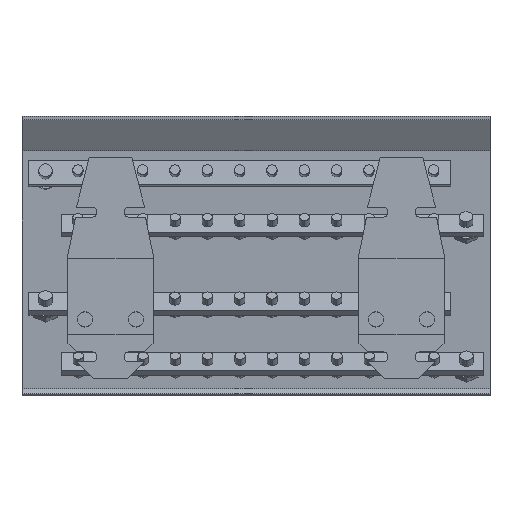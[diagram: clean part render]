
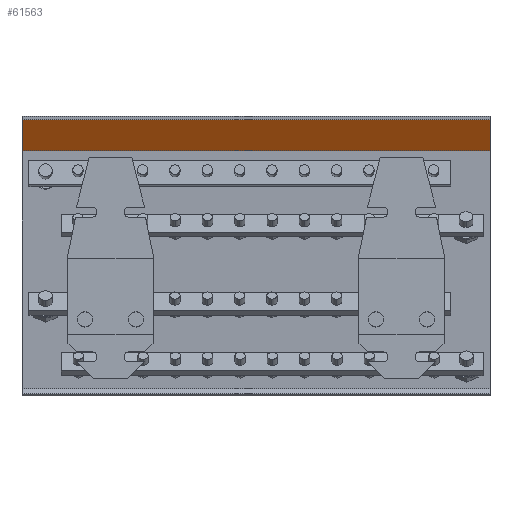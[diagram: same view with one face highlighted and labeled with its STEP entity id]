
A CAD part, front view. The second image highlights one B-rep face of the part: STEP entity #61563.
In plain terms, the highlighted planar face has unit normal (0, -0.836, -0.549).
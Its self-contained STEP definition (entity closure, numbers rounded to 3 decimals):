
#1556 = EDGE_LOOP ( 'NONE', ( #21071, #21912, #23228, #23398 ) ) ;
#2720 = VERTEX_POINT ( 'NONE', #29831 ) ;
#8736 = EDGE_CURVE ( 'NONE', #38495, #11559, #19496, .T. ) ;
#9431 = EDGE_CURVE ( 'NONE', #38495, #61957, #11071, .T. ) ;
#10837 = VECTOR ( 'NONE', #27690, 1000. ) ;
#11071 = LINE ( 'NONE', #30858, #10837 ) ;
#11559 = VERTEX_POINT ( 'NONE', #39188 ) ;
#12279 = EDGE_CURVE ( 'NONE', #61957, #2720, #41697, .T. ) ;
#13704 = AXIS2_PLACEMENT_3D ( 'NONE', #24551, #23688, #23330 ) ;
#14763 = FACE_OUTER_BOUND ( 'NONE', #1556, .T. ) ;
#19068 = VECTOR ( 'NONE', #51551, 1000. ) ;
#19496 = LINE ( 'NONE', #48654, #19068 ) ;
#19847 = DIRECTION ( 'NONE',  ( -1., 0., 0. ) ) ;
#20007 = CARTESIAN_POINT ( 'NONE',  ( 60., 37.719, 120.062 ) ) ;
#20751 = EDGE_CURVE ( 'NONE', #11559, #2720, #60455, .T. ) ;
#21071 = ORIENTED_EDGE ( 'NONE', *, *, #20751, .F. ) ;
#21912 = ORIENTED_EDGE ( 'NONE', *, *, #8736, .F. ) ;
#23228 = ORIENTED_EDGE ( 'NONE', *, *, #9431, .T. ) ;
#23330 = DIRECTION ( 'NONE',  ( 0., 0.549, -0.836 ) ) ;
#23398 = ORIENTED_EDGE ( 'NONE', *, *, #12279, .T. ) ;
#23688 = DIRECTION ( 'NONE',  ( 0., -0.836, -0.549 ) ) ;
#24551 = CARTESIAN_POINT ( 'NONE',  ( 60., 49.788, 101.668 ) ) ;
#24626 = PLANE ( 'NONE',  #13704 ) ;
#27690 = DIRECTION ( 'NONE',  ( 0., -0.549, 0.836 ) ) ;
#29831 = CARTESIAN_POINT ( 'NONE',  ( -215., 37.719, 120.062 ) ) ;
#30858 = CARTESIAN_POINT ( 'NONE',  ( 60., 49.788, 101.668 ) ) ;
#36322 = DIRECTION ( 'NONE',  ( 0., -0.549, 0.836 ) ) ;
#36536 = CARTESIAN_POINT ( 'NONE',  ( -215., 49.788, 101.668 ) ) ;
#38495 = VERTEX_POINT ( 'NONE', #56196 ) ;
#39188 = CARTESIAN_POINT ( 'NONE',  ( -215., 49.788, 101.668 ) ) ;
#41532 = VECTOR ( 'NONE', #19847, 1000. ) ;
#41697 = LINE ( 'NONE', #20007, #41532 ) ;
#48654 = CARTESIAN_POINT ( 'NONE',  ( 60., 49.788, 101.668 ) ) ;
#51551 = DIRECTION ( 'NONE',  ( -1., 0., 0. ) ) ;
#56196 = CARTESIAN_POINT ( 'NONE',  ( 60., 49.788, 101.668 ) ) ;
#57199 = CARTESIAN_POINT ( 'NONE',  ( 60., 37.719, 120.062 ) ) ;
#60346 = VECTOR ( 'NONE', #36322, 1000. ) ;
#60455 = LINE ( 'NONE', #36536, #60346 ) ;
#61563 = ADVANCED_FACE ( 'NONE', ( #14763 ), #24626, .T. ) ;
#61957 = VERTEX_POINT ( 'NONE', #57199 ) ;
